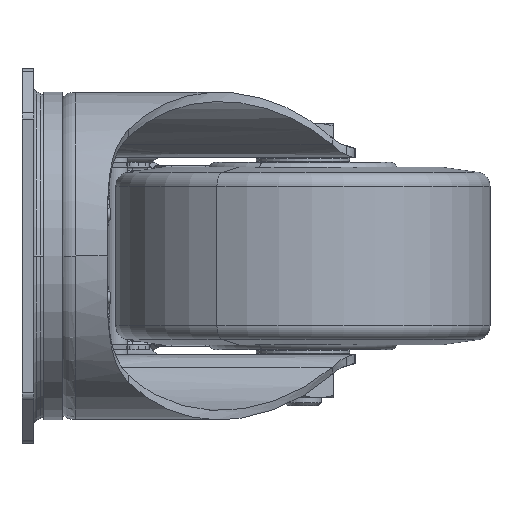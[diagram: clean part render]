
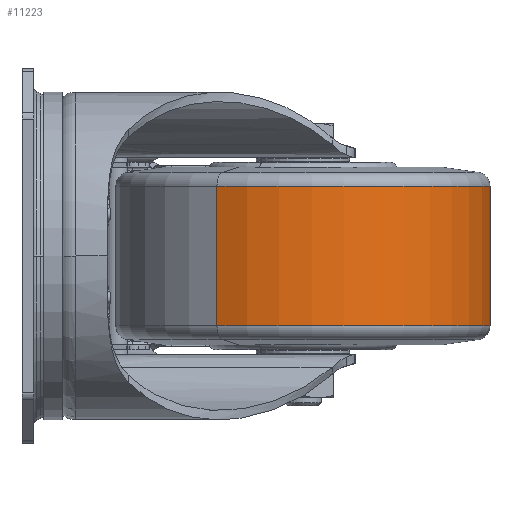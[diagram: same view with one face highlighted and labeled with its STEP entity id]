
A CAD part, left-side view. The second image highlights one B-rep face of the part: STEP entity #11223.
In plain terms, the highlighted cylindrical face has radius 40 mm (diameter 80 mm), a partial arc.
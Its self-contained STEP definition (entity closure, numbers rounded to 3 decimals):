
#668 = CARTESIAN_POINT ( 'NONE',  ( 73.536, -72.363, 14.898 ) ) ;
#3193 = CARTESIAN_POINT ( 'NONE',  ( 38., -54., -40.585 ) ) ;
#4590 = DIRECTION ( 'NONE',  ( 0.888, -0.459, 0. ) ) ;
#5552 = ORIENTED_EDGE ( 'NONE', *, *, #16835, .T. ) ;
#8045 = CIRCLE ( 'NONE', #41777, 40. ) ;
#9005 = DIRECTION ( 'NONE',  ( -0.888, 0.459, 0. ) ) ;
#10459 = DIRECTION ( 'NONE',  ( 0., 0., 1. ) ) ;
#11223 = ADVANCED_FACE ( 'NONE', ( #53131 ), #30562, .T. ) ;
#12356 = EDGE_CURVE ( 'NONE', #51382, #13251, #32498, .T. ) ;
#13251 = VERTEX_POINT ( 'NONE', #21132 ) ;
#13310 = CARTESIAN_POINT ( 'NONE',  ( 2.464, -35.637, -14.898 ) ) ;
#14122 = ORIENTED_EDGE ( 'NONE', *, *, #33415, .F. ) ;
#14573 = VECTOR ( 'NONE', #71947, 1000. ) ;
#15560 = CARTESIAN_POINT ( 'NONE',  ( 2.464, -35.637, -40.585 ) ) ;
#15831 = DIRECTION ( 'NONE',  ( 0., 0., -1. ) ) ;
#15907 = DIRECTION ( 'NONE',  ( 0., 0., -1. ) ) ;
#16835 = EDGE_CURVE ( 'NONE', #68434, #51115, #8045, .T. ) ;
#18231 = CARTESIAN_POINT ( 'NONE',  ( 73.536, -72.363, -14.898 ) ) ;
#21132 = CARTESIAN_POINT ( 'NONE',  ( 2.464, -35.637, 14.898 ) ) ;
#21513 = ORIENTED_EDGE ( 'NONE', *, *, #71990, .T. ) ;
#30166 = ORIENTED_EDGE ( 'NONE', *, *, #12356, .T. ) ;
#30562 = CYLINDRICAL_SURFACE ( 'NONE', #48483, 40. ) ;
#32498 = CIRCLE ( 'NONE', #39465, 40. ) ;
#33397 = DIRECTION ( 'NONE',  ( 0.888, -0.459, 0. ) ) ;
#33415 = EDGE_CURVE ( 'NONE', #51382, #51115, #60989, .T. ) ;
#39194 = CARTESIAN_POINT ( 'NONE',  ( 38., -54., 14.898 ) ) ;
#39465 = AXIS2_PLACEMENT_3D ( 'NONE', #39194, #15831, #4590 ) ;
#39702 = VECTOR ( 'NONE', #15907, 1000. ) ;
#41777 = AXIS2_PLACEMENT_3D ( 'NONE', #42905, #10459, #33397 ) ;
#42905 = CARTESIAN_POINT ( 'NONE',  ( 38., -54., -14.898 ) ) ;
#47209 = EDGE_LOOP ( 'NONE', ( #14122, #30166, #21513, #5552 ) ) ;
#48437 = LINE ( 'NONE', #15560, #39702 ) ;
#48483 = AXIS2_PLACEMENT_3D ( 'NONE', #3193, #69625, #9005 ) ;
#49678 = CARTESIAN_POINT ( 'NONE',  ( 73.536, -72.363, -40.585 ) ) ;
#51115 = VERTEX_POINT ( 'NONE', #18231 ) ;
#51382 = VERTEX_POINT ( 'NONE', #668 ) ;
#53131 = FACE_OUTER_BOUND ( 'NONE', #47209, .T. ) ;
#60989 = LINE ( 'NONE', #49678, #14573 ) ;
#68434 = VERTEX_POINT ( 'NONE', #13310 ) ;
#69625 = DIRECTION ( 'NONE',  ( 0., 0., -1. ) ) ;
#71947 = DIRECTION ( 'NONE',  ( 0., 0., -1. ) ) ;
#71990 = EDGE_CURVE ( 'NONE', #13251, #68434, #48437, .T. ) ;
